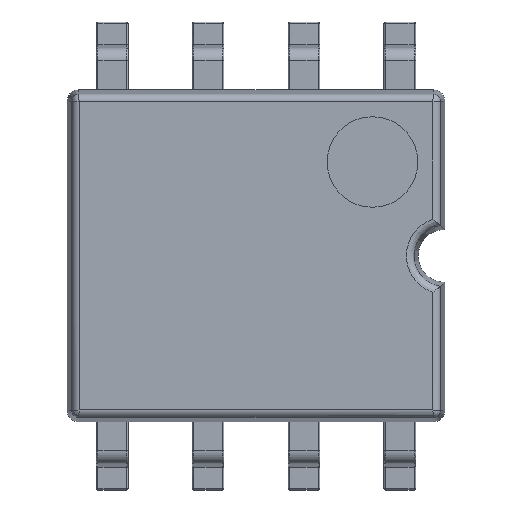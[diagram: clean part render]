
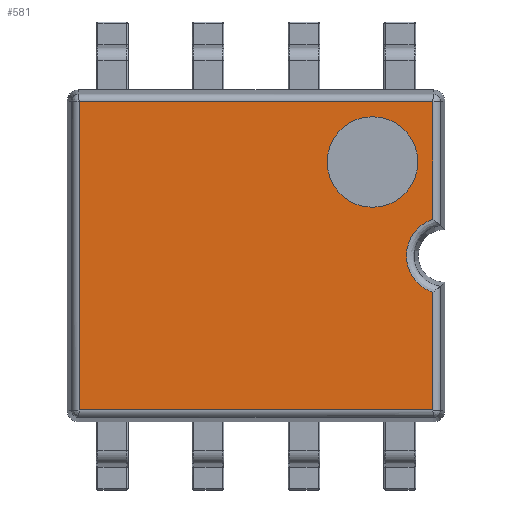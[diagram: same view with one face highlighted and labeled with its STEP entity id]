
A CAD part, top view. The second image highlights one B-rep face of the part: STEP entity #581.
In plain terms, the highlighted planar face has unit normal (0, 0, 1).
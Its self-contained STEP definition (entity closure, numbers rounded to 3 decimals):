
#64 = AXIS2_PLACEMENT_3D ( 'NONE', #1130, #6421, #7662 ) ;
#81 = CARTESIAN_POINT ( 'NONE',  ( 2.35, 2.043, 0.75 ) ) ;
#161 = LINE ( 'NONE', #81, #3768 ) ;
#284 = EDGE_CURVE ( 'NONE', #3032, #1468, #3318, .T. ) ;
#410 = VERTEX_POINT ( 'NONE', #2961 ) ;
#489 = ORIENTED_EDGE ( 'NONE', *, *, #7587, .T. ) ;
#564 = CARTESIAN_POINT ( 'NONE',  ( 2.343, -2.05, 0.75 ) ) ;
#581 = ADVANCED_FACE ( 'NONE', ( #1464, #7584 ), #5040, .T. ) ;
#629 = CARTESIAN_POINT ( 'NONE',  ( 2.343, -0.482, 0.75 ) ) ;
#909 = DIRECTION ( 'NONE',  ( 0., 0., 1. ) ) ;
#996 = EDGE_CURVE ( 'NONE', #410, #4340, #161, .T. ) ;
#1020 = VERTEX_POINT ( 'NONE', #3079 ) ;
#1130 = CARTESIAN_POINT ( 'NONE',  ( 1.543, 1.243, 0.75 ) ) ;
#1203 = VECTOR ( 'NONE', #3174, 1000. ) ;
#1464 = FACE_OUTER_BOUND ( 'NONE', #5888, .T. ) ;
#1468 = VERTEX_POINT ( 'NONE', #4015 ) ;
#1488 = CARTESIAN_POINT ( 'NONE',  ( 2.35, -2.043, 0.75 ) ) ;
#1582 = LINE ( 'NONE', #564, #4156 ) ;
#1775 = CARTESIAN_POINT ( 'NONE',  ( 2.143, 1.243, 0.75 ) ) ;
#2048 = CARTESIAN_POINT ( 'NONE',  ( 2.343, -2.043, 0.75 ) ) ;
#2081 = VERTEX_POINT ( 'NONE', #1775 ) ;
#2157 = CARTESIAN_POINT ( 'NONE',  ( -2.343, -2.05, 0.75 ) ) ;
#2233 = EDGE_CURVE ( 'NONE', #1020, #410, #3012, .T. ) ;
#2259 = CARTESIAN_POINT ( 'NONE',  ( 0.943, 1.243, 0.75 ) ) ;
#2316 = DIRECTION ( 'NONE',  ( 1., 0., 0. ) ) ;
#2449 = CARTESIAN_POINT ( 'NONE',  ( 2.343, 0.482, 0.75 ) ) ;
#2770 = LINE ( 'NONE', #1488, #1203 ) ;
#2961 = CARTESIAN_POINT ( 'NONE',  ( -2.343, 2.043, 0.75 ) ) ;
#3012 = LINE ( 'NONE', #2157, #7564 ) ;
#3032 = VERTEX_POINT ( 'NONE', #4375 ) ;
#3079 = CARTESIAN_POINT ( 'NONE',  ( -2.343, -2.043, 0.75 ) ) ;
#3128 = ORIENTED_EDGE ( 'NONE', *, *, #4994, .F. ) ;
#3174 = DIRECTION ( 'NONE',  ( -1., 0., 0. ) ) ;
#3216 = CARTESIAN_POINT ( 'NONE',  ( 2.343, 2.043, 0.75 ) ) ;
#3249 = CARTESIAN_POINT ( 'NONE',  ( 2.35, -2.05, 0.75 ) ) ;
#3318 =( BOUNDED_CURVE ( )  B_SPLINE_CURVE ( 3, ( #2449, #4132, #7094, #629 ),
 .UNSPECIFIED., .F., .F. ) 
 B_SPLINE_CURVE_WITH_KNOTS ( ( 4, 4 ),
 ( 0., 1. ),
 .UNSPECIFIED. ) 
 CURVE ( )  GEOMETRIC_REPRESENTATION_ITEM ( )  RATIONAL_B_SPLINE_CURVE ( ( 1., 0.54, 0.54, 1. ) ) 
 REPRESENTATION_ITEM ( '' )  );
#3503 = CARTESIAN_POINT ( 'NONE',  ( 1.543, 1.243, 0.75 ) ) ;
#3636 = EDGE_LOOP ( 'NONE', ( #6922, #489 ) ) ;
#3768 = VECTOR ( 'NONE', #6565, 1000. ) ;
#3837 = DIRECTION ( 'NONE',  ( 1., 0., 0. ) ) ;
#3910 = CIRCLE ( 'NONE', #7520, 0.6 ) ;
#4015 = CARTESIAN_POINT ( 'NONE',  ( 2.343, -0.482, 0.75 ) ) ;
#4104 = DIRECTION ( 'NONE',  ( 0., 0., -1. ) ) ;
#4105 = EDGE_CURVE ( 'NONE', #2081, #5345, #3910, .T. ) ;
#4132 = CARTESIAN_POINT ( 'NONE',  ( 1.777, 0.298, 0.75 ) ) ;
#4141 = DIRECTION ( 'NONE',  ( 0., -1., 0. ) ) ;
#4156 = VECTOR ( 'NONE', #4141, 1000. ) ;
#4340 = VERTEX_POINT ( 'NONE', #3216 ) ;
#4375 = CARTESIAN_POINT ( 'NONE',  ( 2.343, 0.482, 0.75 ) ) ;
#4543 = DIRECTION ( 'NONE',  ( 0., -1., 0. ) ) ;
#4820 = ORIENTED_EDGE ( 'NONE', *, *, #996, .F. ) ;
#4994 = EDGE_CURVE ( 'NONE', #4340, #3032, #6769, .T. ) ;
#5003 = VECTOR ( 'NONE', #4543, 1000. ) ;
#5040 = PLANE ( 'NONE',  #7347 ) ;
#5057 = ORIENTED_EDGE ( 'NONE', *, *, #284, .F. ) ;
#5345 = VERTEX_POINT ( 'NONE', #2259 ) ;
#5739 = VERTEX_POINT ( 'NONE', #2048 ) ;
#5888 = EDGE_LOOP ( 'NONE', ( #3128, #4820, #6017, #6182, #6170, #5057 ) ) ;
#5927 = EDGE_CURVE ( 'NONE', #1468, #5739, #1582, .T. ) ;
#6017 = ORIENTED_EDGE ( 'NONE', *, *, #2233, .F. ) ;
#6170 = ORIENTED_EDGE ( 'NONE', *, *, #5927, .F. ) ;
#6182 = ORIENTED_EDGE ( 'NONE', *, *, #7341, .F. ) ;
#6301 = DIRECTION ( 'NONE',  ( 0., 1., 0. ) ) ;
#6421 = DIRECTION ( 'NONE',  ( 0., 0., -1. ) ) ;
#6565 = DIRECTION ( 'NONE',  ( 1., 0., 0. ) ) ;
#6769 = LINE ( 'NONE', #6901, #5003 ) ;
#6901 = CARTESIAN_POINT ( 'NONE',  ( 2.343, -2.05, 0.75 ) ) ;
#6922 = ORIENTED_EDGE ( 'NONE', *, *, #4105, .T. ) ;
#7094 = CARTESIAN_POINT ( 'NONE',  ( 1.777, -0.298, 0.75 ) ) ;
#7341 = EDGE_CURVE ( 'NONE', #5739, #1020, #2770, .T. ) ;
#7347 = AXIS2_PLACEMENT_3D ( 'NONE', #3249, #909, #3837 ) ;
#7509 = CIRCLE ( 'NONE', #64, 0.6 ) ;
#7520 = AXIS2_PLACEMENT_3D ( 'NONE', #3503, #4104, #2316 ) ;
#7564 = VECTOR ( 'NONE', #6301, 1000. ) ;
#7584 = FACE_BOUND ( 'NONE', #3636, .T. ) ;
#7587 = EDGE_CURVE ( 'NONE', #5345, #2081, #7509, .T. ) ;
#7662 = DIRECTION ( 'NONE',  ( 1., 0., 0. ) ) ;
